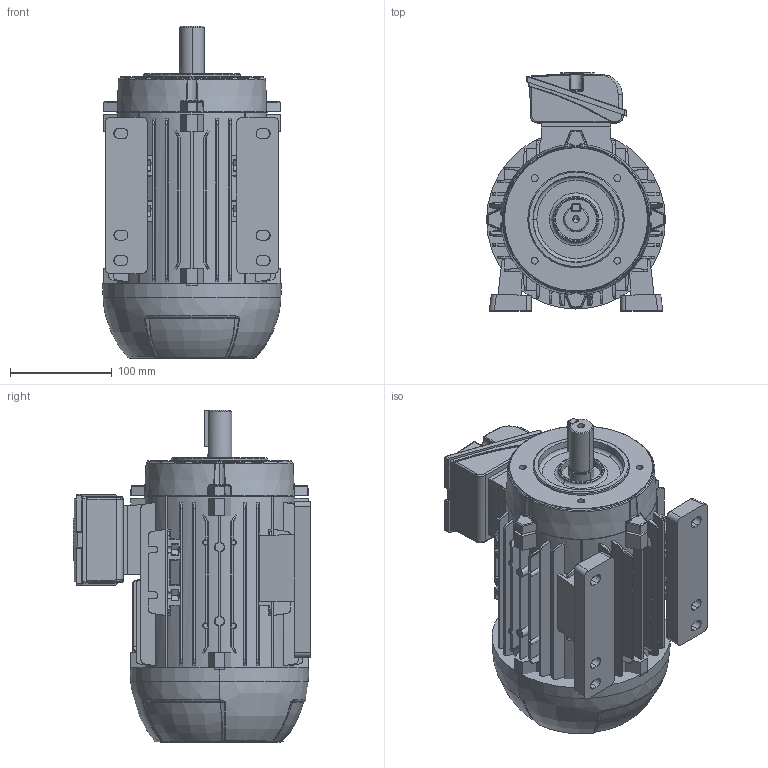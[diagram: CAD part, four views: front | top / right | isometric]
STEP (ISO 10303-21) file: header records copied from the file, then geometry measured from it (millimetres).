
FILE_DESCRIPTION (( 'STEP AP203' ), '1' );
FILE_NAME ('# IEC90 - B3T - M.STEP', '2022-05-26T13:36:44', ( '' ), ( '' ), 'SwSTEP 2.0', 'SolidWorks 2020', '' );
FILE_SCHEMA (( 'CONFIG_CONTROL_DESIGN' ));
Length unit declared in the file: millimetre
Products named in the file (16): 105010010-6204 NSK_SKF - 6204 - 10,DE,NC,10_68; 105006084_105006084; IEC90_500014957teste_001_10.5007.074; Eixo Padrão IEC90 IR3_50.5137.077_IR2; TABELA ROTORES IEC90 4P AC180_50.5295.098 - �89,50; 105007077; 105006086_105006086; IEC90_105032001teste_001_10.5032.018-8x7x36; IEC90_105006193teste_001_50.5307.041 - USINADA IR3; IEC90_500014958teste_001; 505142045_505142045; 105007074_10.5007.074; # IEC90 - B3T - M; CDIN_50.5007.596- C-Din PadrÆo; 105007080_10.5007.080; 105010019-6205 NSK_DIN 625 - 6205 - 12,DE,NC,12_68
Assembly tree (10 placements, depth 3):
  105010010-6204 NSK_SKF - 6204 - 10,DE,NC,10_68
  TABELA ROTORES IEC90 4P AC180_50.5295.098 - �89,50
  105007077
  105007074_10.5007.074
  # IEC90 - B3T - M
    IEC90_105006193teste_001_50.5307.041 - USINADA IR3
    105006084_105006084
    105006086_105006086
    505142045_505142045
      Eixo Padrão IEC90 IR3_50.5137.077_IR2
    105007080_10.5007.080
    IEC90_105032001teste_001_10.5032.018-8x7x36
    CDIN_50.5007.596- C-Din PadrÆo
    IEC90_500014957teste_001_10.5007.074
    IEC90_500014958teste_001
Bounding box: 176 x 234.22 x 326.9 mm (x, y, z)
Volume: 5964466.4 mm3; surface area: 487856.2 mm2
Topology: 9 solids, 9 shells, 1524 faces, 3986 edges, 2519 vertices
Faces by surface type: plane 765, cylinder 285, bspline 227, cone 144, torus 63, sphere 40
Entity records: 57377 total; most frequent: CARTESIAN_POINT 21220, ORIENTED_EDGE 7924, DIRECTION 6375, EDGE_CURVE 3962, VERTEX_POINT 2519, AXIS2_PLACEMENT_3D 2126, LINE 2123, VECTOR 2123
